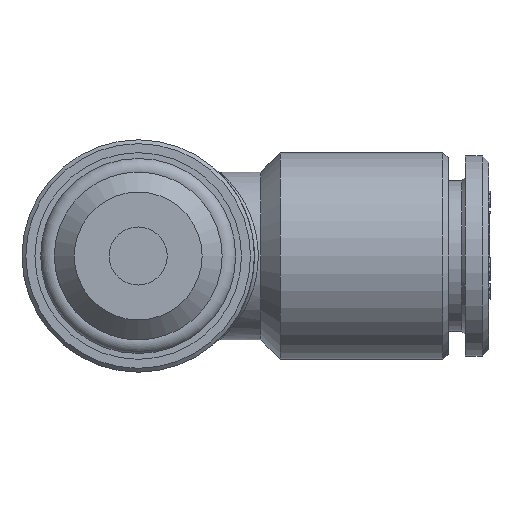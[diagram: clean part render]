
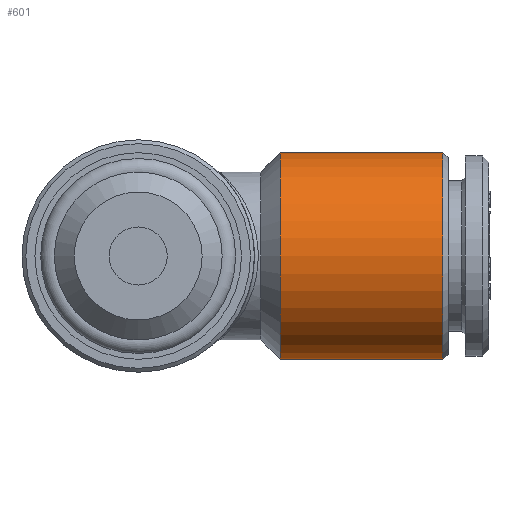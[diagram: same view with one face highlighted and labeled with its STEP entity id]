
A CAD part, front view. The second image highlights one B-rep face of the part: STEP entity #601.
In plain terms, the highlighted cylindrical face has radius 8 mm (diameter 16 mm), a full revolution.
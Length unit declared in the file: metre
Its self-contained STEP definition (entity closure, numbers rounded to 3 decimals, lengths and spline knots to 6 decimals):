
#601 = ADVANCED_FACE( 'NONE', ( #1255, #1256 ), #1257, .T. );
#1255 = FACE_OUTER_BOUND( '', #3624, .T. );
#1256 = FACE_OUTER_BOUND( '', #3625, .T. );
#1257 = CYLINDRICAL_SURFACE( '', #3626, 0.008 );
#3624 = EDGE_LOOP( '', ( #5065 ) );
#3625 = EDGE_LOOP( '', ( #5066 ) );
#3626 = AXIS2_PLACEMENT_3D( '', #5067, #5068, #5069 );
#5065 = ORIENTED_EDGE( '', *, *, #5415, .T. );
#5066 = ORIENTED_EDGE( '', *, *, #5608, .F. );
#5067 = CARTESIAN_POINT( '', ( -0.005577, 0.0177, 0. ) );
#5068 = DIRECTION( '', ( -1., 0., 0. ) );
#5069 = DIRECTION( '', ( 0., 0., 1. ) );
#5415 = EDGE_CURVE( 'NONE', #6130, #6130, #6131, .T. );
#5608 = EDGE_CURVE( 'NONE', #6441, #6441, #6442, .T. );
#6130 = VERTEX_POINT( '', #7525 );
#6131 = CIRCLE( '', #7526, 0.008 );
#6441 = VERTEX_POINT( '', #8354 );
#6442 = CIRCLE( '', #8355, 0.008 );
#7525 = CARTESIAN_POINT( '', ( 0.0236, 0.0177, 0.008 ) );
#7526 = AXIS2_PLACEMENT_3D( '', #9905, #9906, #9907 );
#8354 = CARTESIAN_POINT( '', ( 0.011, 0.0177, 0.008 ) );
#8355 = AXIS2_PLACEMENT_3D( '', #10065, #10066, #10067 );
#9905 = CARTESIAN_POINT( '', ( 0.0236, 0.0177, 0. ) );
#9906 = DIRECTION( '', ( -1., 0., 0. ) );
#9907 = DIRECTION( '', ( 0., 0., 1. ) );
#10065 = CARTESIAN_POINT( '', ( 0.011, 0.0177, 0. ) );
#10066 = DIRECTION( '', ( -1., 0., 0. ) );
#10067 = DIRECTION( '', ( 0., 0., 1. ) );
